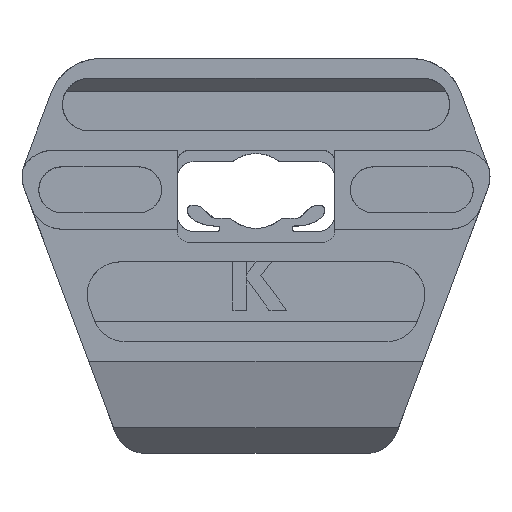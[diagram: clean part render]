
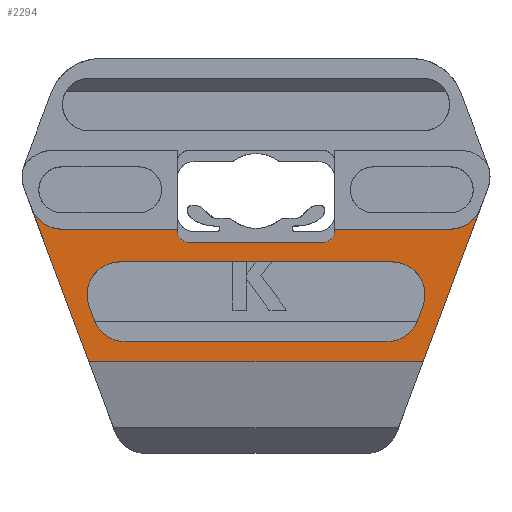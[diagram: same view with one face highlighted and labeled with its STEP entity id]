
A CAD part, top view. The second image highlights one B-rep face of the part: STEP entity #2294.
In plain terms, the highlighted planar face has unit normal (0, 0, 1).
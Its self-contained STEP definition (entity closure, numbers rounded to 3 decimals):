
#2294=ADVANCED_FACE('',(#18065,#18067),#18069,.T.);
#18065=FACE_BOUND('',#18066,.T.);
#18066=EDGE_LOOP('',(#27452,#27453,#27454,#27455,#27456,#27457,#27458,#27459,#27460,
#27461,#27462,#27463));
#18067=FACE_BOUND('',#18068,.T.);
#18068=EDGE_LOOP('',(#27464,#27465,#27466,#27467,#27468,#27469,#27470,#27471));
#18069=PLANE('',#18070);
#18070=AXIS2_PLACEMENT_3D('',#18071,#18072,#18073);
#18071=CARTESIAN_POINT('',(32.465,17.154,5.4));
#18072=DIRECTION('',(0.,0.,1.));
#18073=DIRECTION('',(0.282,-0.959,0.));
#27452=ORIENTED_EDGE('',*,*,#32399,.T.);
#27453=ORIENTED_EDGE('',*,*,#32309,.T.);
#27454=ORIENTED_EDGE('',*,*,#32401,.T.);
#27455=ORIENTED_EDGE('',*,*,#32316,.T.);
#27456=ORIENTED_EDGE('',*,*,#32397,.T.);
#27457=ORIENTED_EDGE('',*,*,#32394,.T.);
#27458=ORIENTED_EDGE('',*,*,#32324,.T.);
#27459=ORIENTED_EDGE('',*,*,#32402,.T.);
#27460=ORIENTED_EDGE('',*,*,#32403,.T.);
#27461=ORIENTED_EDGE('',*,*,#32404,.T.);
#27462=ORIENTED_EDGE('',*,*,#32340,.T.);
#27463=ORIENTED_EDGE('',*,*,#32391,.T.);
#27464=ORIENTED_EDGE('',*,*,#32405,.T.);
#27465=ORIENTED_EDGE('',*,*,#32406,.T.);
#27466=ORIENTED_EDGE('',*,*,#32407,.T.);
#27467=ORIENTED_EDGE('',*,*,#32408,.T.);
#27468=ORIENTED_EDGE('',*,*,#32409,.T.);
#27469=ORIENTED_EDGE('',*,*,#32410,.T.);
#27470=ORIENTED_EDGE('',*,*,#32411,.T.);
#27471=ORIENTED_EDGE('',*,*,#32412,.T.);
#32309=EDGE_CURVE('',#39110,#39108,#39111,.T.);
#32316=EDGE_CURVE('',#39124,#39122,#39125,.T.);
#32324=EDGE_CURVE('',#39139,#39137,#39140,.T.);
#32340=EDGE_CURVE('',#39171,#39169,#39172,.T.);
#32391=EDGE_CURVE('',#39169,#39266,#39267,.T.);
#32394=EDGE_CURVE('',#39271,#39139,#39272,.T.);
#32397=EDGE_CURVE('',#39122,#39271,#39276,.F.);
#32399=EDGE_CURVE('',#39266,#39110,#39278,.F.);
#32401=EDGE_CURVE('',#39108,#39124,#39280,.T.);
#32402=EDGE_CURVE('',#39137,#39281,#39282,.T.);
#32403=EDGE_CURVE('',#39281,#39283,#39284,.T.);
#32404=EDGE_CURVE('',#39283,#39171,#39285,.T.);
#32405=EDGE_CURVE('',#39286,#39287,#39288,.F.);
#32406=EDGE_CURVE('',#39287,#39289,#39290,.F.);
#32407=EDGE_CURVE('',#39289,#39291,#39292,.F.);
#32408=EDGE_CURVE('',#39291,#39293,#39294,.F.);
#32409=EDGE_CURVE('',#39293,#39295,#39296,.F.);
#32410=EDGE_CURVE('',#39295,#39297,#39298,.F.);
#32411=EDGE_CURVE('',#39297,#39299,#39300,.F.);
#32412=EDGE_CURVE('',#39299,#39286,#39301,.F.);
#39108=VERTEX_POINT('',#54747);
#39110=VERTEX_POINT('',#54751);
#39111=LINE('',#54752,#54753);
#39122=VERTEX_POINT('',#54775);
#39124=VERTEX_POINT('',#54779);
#39125=LINE('',#54780,#54781);
#39137=VERTEX_POINT('',#54806);
#39139=VERTEX_POINT('',#54810);
#39140=LINE('',#54811,#54812);
#39169=VERTEX_POINT('',#54870);
#39171=VERTEX_POINT('',#54874);
#39172=LINE('',#54875,#54876);
#39266=VERTEX_POINT('',#55276);
#39267=LINE('',#55277,#55278);
#39271=VERTEX_POINT('',#55287);
#39272=LINE('',#55288,#55289);
#39276=CIRCLE('',#55298,2.501);
#39278=CIRCLE('',#55306,2.5);
#39280=LINE('',#55314,#55315);
#39281=VERTEX_POINT('',#55317);
#39282=CIRCLE('',#55318,0.9);
#39283=VERTEX_POINT('',#55322);
#39284=LINE('',#55323,#55324);
#39285=CIRCLE('',#55326,0.9);
#39286=VERTEX_POINT('',#55330);
#39287=VERTEX_POINT('',#55331);
#39288=CIRCLE('',#55332,2.5);
#39289=VERTEX_POINT('',#55336);
#39290=LINE('',#55337,#55338);
#39291=VERTEX_POINT('',#55340);
#39292=CIRCLE('',#55341,2.5);
#39293=VERTEX_POINT('',#55345);
#39294=LINE('',#55346,#55347);
#39295=VERTEX_POINT('',#55349);
#39296=CIRCLE('',#55350,2.5);
#39297=VERTEX_POINT('',#55354);
#39298=LINE('',#55355,#55356);
#39299=VERTEX_POINT('',#55358);
#39300=CIRCLE('',#55359,2.5);
#39301=LINE('',#55363,#55364);
#54747=CARTESIAN_POINT('',(5.089,-3.075,5.4));
#54751=CARTESIAN_POINT('',(0.718,8.625,5.4));
#54752=CARTESIAN_POINT('',(0.718,8.625,5.4));
#54753=VECTOR('',#54754,1.);
#54754=DIRECTION('',(0.35,-0.937,0.));
#54775=CARTESIAN_POINT('',(34.93,8.588,5.4));
#54779=CARTESIAN_POINT('',(30.574,-3.075,5.4));
#54780=CARTESIAN_POINT('',(30.574,-3.075,5.4));
#54781=VECTOR('',#54782,1.);
#54782=DIRECTION('',(0.35,0.937,0.));
#54806=CARTESIAN_POINT('',(23.831,6.882,5.4));
#54810=CARTESIAN_POINT('',(23.831,7.,5.4));
#54811=CARTESIAN_POINT('',(23.831,7.,5.4));
#54812=VECTOR('',#54813,1.);
#54813=DIRECTION('',(0.,-1.,0.));
#54870=CARTESIAN_POINT('',(11.831,7.,5.4));
#54874=CARTESIAN_POINT('',(11.831,6.882,5.4));
#54875=CARTESIAN_POINT('',(11.831,6.882,5.4));
#54876=VECTOR('',#54877,1.);
#54877=DIRECTION('',(0.,1.,0.));
#55276=CARTESIAN_POINT('',(3.06,7.,5.4));
#55277=CARTESIAN_POINT('',(11.831,7.,5.4));
#55278=VECTOR('',#55279,1.);
#55279=DIRECTION('',(-1.,0.,0.));
#55287=CARTESIAN_POINT('',(32.617,7.,5.4));
#55288=CARTESIAN_POINT('',(32.617,7.,5.4));
#55289=VECTOR('',#55290,1.);
#55290=DIRECTION('',(-1.,0.,0.));
#55298=AXIS2_PLACEMENT_3D('',#55299,#55300,#55301);
#55299=CARTESIAN_POINT('',(32.602,9.501,5.4));
#55300=DIRECTION('',(0.,0.,1.));
#55301=DIRECTION('',(0.006,-1.,0.));
#55306=AXIS2_PLACEMENT_3D('',#55307,#55308,#55309);
#55307=CARTESIAN_POINT('',(3.06,9.5,5.4));
#55308=DIRECTION('',(0.,0.,1.));
#55309=DIRECTION('',(-0.937,-0.35,0.));
#55314=CARTESIAN_POINT('',(5.089,-3.075,5.4));
#55315=VECTOR('',#55316,1.);
#55316=DIRECTION('',(1.,0.,0.));
#55317=CARTESIAN_POINT('',(22.931,5.982,5.4));
#55318=AXIS2_PLACEMENT_3D('',#55319,#55320,#55321);
#55319=CARTESIAN_POINT('',(22.931,6.882,5.4));
#55320=DIRECTION('',(0.,0.,-1.));
#55321=DIRECTION('',(1.,0.,0.));
#55322=CARTESIAN_POINT('',(12.731,5.982,5.4));
#55323=CARTESIAN_POINT('',(22.931,5.982,5.4));
#55324=VECTOR('',#55325,1.);
#55325=DIRECTION('',(-1.,0.,0.));
#55326=AXIS2_PLACEMENT_3D('',#55327,#55328,#55329);
#55327=CARTESIAN_POINT('',(12.731,6.882,5.4));
#55328=DIRECTION('',(0.,0.,-1.));
#55329=DIRECTION('',(0.,-1.,0.));
#55330=CARTESIAN_POINT('',(28.203,4.508,5.4));
#55331=CARTESIAN_POINT('',(30.545,1.134,5.4));
#55332=AXIS2_PLACEMENT_3D('',#55333,#55334,#55335);
#55333=CARTESIAN_POINT('',(28.203,2.008,5.4));
#55334=DIRECTION('',(0.,0.,1.));
#55335=DIRECTION('',(0.937,-0.35,0.));
#55336=CARTESIAN_POINT('',(30.14,0.05,5.4));
#55337=CARTESIAN_POINT('',(30.14,0.05,5.4));
#55338=VECTOR('',#55339,1.);
#55339=DIRECTION('',(0.35,0.937,0.));
#55340=CARTESIAN_POINT('',(27.798,-1.575,5.4));
#55341=AXIS2_PLACEMENT_3D('',#55342,#55343,#55344);
#55342=CARTESIAN_POINT('',(27.798,0.925,5.4));
#55343=DIRECTION('',(0.,0.,1.));
#55344=DIRECTION('',(0.,-1.,0.));
#55345=CARTESIAN_POINT('',(7.864,-1.575,5.4));
#55346=CARTESIAN_POINT('',(7.864,-1.575,5.4));
#55347=VECTOR('',#55348,1.);
#55348=DIRECTION('',(1.,0.,0.));
#55349=CARTESIAN_POINT('',(5.522,0.05,5.4));
#55350=AXIS2_PLACEMENT_3D('',#55351,#55352,#55353);
#55351=CARTESIAN_POINT('',(7.864,0.925,5.4));
#55352=DIRECTION('',(0.,0.,1.));
#55353=DIRECTION('',(-0.937,-0.35,0.));
#55354=CARTESIAN_POINT('',(5.118,1.134,5.4));
#55355=CARTESIAN_POINT('',(5.118,1.134,5.4));
#55356=VECTOR('',#55357,1.);
#55357=DIRECTION('',(0.35,-0.937,0.));
#55358=CARTESIAN_POINT('',(7.46,4.508,5.4));
#55359=AXIS2_PLACEMENT_3D('',#55360,#55361,#55362);
#55360=CARTESIAN_POINT('',(7.46,2.008,5.4));
#55361=DIRECTION('',(0.,0.,1.));
#55362=DIRECTION('',(0.,1.,0.));
#55363=CARTESIAN_POINT('',(28.203,4.508,5.4));
#55364=VECTOR('',#55365,1.);
#55365=DIRECTION('',(-1.,0.,0.));
